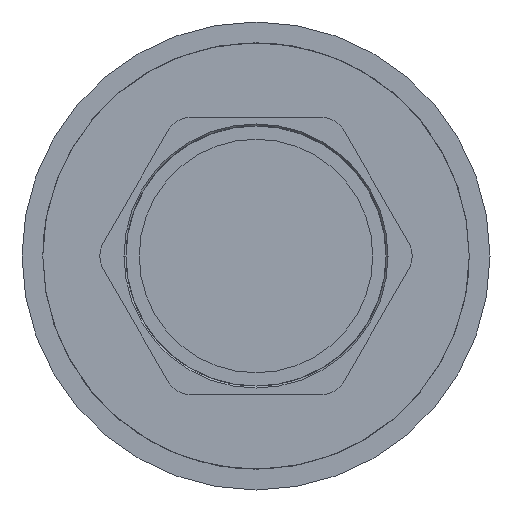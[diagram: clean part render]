
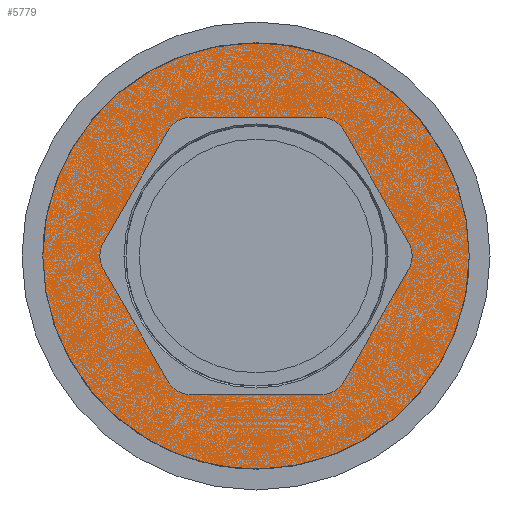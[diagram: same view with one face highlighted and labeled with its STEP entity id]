
A CAD part, front view. The second image highlights one B-rep face of the part: STEP entity #5779.
In plain terms, the highlighted planar face has unit normal (0, -1, 0).
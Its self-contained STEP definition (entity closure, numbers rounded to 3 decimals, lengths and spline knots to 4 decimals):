
#4308=CARTESIAN_POINT('',(0.,-2.56,0.));
#4309=DIRECTION('',(0.,1.,0.));
#4310=DIRECTION('',(1.,0.,0.));
#4311=AXIS2_PLACEMENT_3D('',#4308,#4309,#4310);
#4313=CARTESIAN_POINT('',(0.,-2.56,0.));
#4314=DIRECTION('',(0.,1.,0.));
#4315=DIRECTION('',(-1.,0.,0.));
#4316=AXIS2_PLACEMENT_3D('',#4313,#4314,#4315);
#4318=CARTESIAN_POINT('',(0.3103,-2.56,-0.5375));
#4319=DIRECTION('',(0.,-1.,0.));
#4320=DIRECTION('',(0.,0.,-1.));
#4321=AXIS2_PLACEMENT_3D('',#4318,#4319,#4320);
#4323=DIRECTION('',(0.5,0.,0.866));
#4324=VECTOR('',#4323,0.6207);
#4325=CARTESIAN_POINT('',(0.4229,-2.56,-0.6025));
#4326=LINE('',#4325,#4324);
#4327=CARTESIAN_POINT('',(0.6207,-2.56,0.));
#4328=DIRECTION('',(0.,-1.,0.));
#4329=DIRECTION('',(0.866,0.,-0.5));
#4330=AXIS2_PLACEMENT_3D('',#4327,#4328,#4329);
#4332=DIRECTION('',(-0.5,0.,0.866));
#4333=VECTOR('',#4332,0.6207);
#4334=CARTESIAN_POINT('',(0.7332,-2.56,0.065));
#4335=LINE('',#4334,#4333);
#4336=CARTESIAN_POINT('',(0.3103,-2.56,0.5375));
#4337=DIRECTION('',(0.,-1.,0.));
#4338=DIRECTION('',(0.866,0.,0.5));
#4339=AXIS2_PLACEMENT_3D('',#4336,#4337,#4338);
#4341=CARTESIAN_POINT('',(-0.3103,-2.56,0.5375));
#4342=DIRECTION('',(0.,-1.,0.));
#4343=DIRECTION('',(0.,0.,1.));
#4344=AXIS2_PLACEMENT_3D('',#4341,#4342,#4343);
#4346=DIRECTION('',(-0.5,0.,-0.866));
#4347=VECTOR('',#4346,0.6207);
#4348=CARTESIAN_POINT('',(-0.4229,-2.56,0.6025));
#4349=LINE('',#4348,#4347);
#4350=CARTESIAN_POINT('',(-0.6207,-2.56,0.));
#4351=DIRECTION('',(0.,-1.,0.));
#4352=DIRECTION('',(-0.866,0.,0.5));
#4353=AXIS2_PLACEMENT_3D('',#4350,#4351,#4352);
#4355=DIRECTION('',(0.5,0.,-0.866));
#4356=VECTOR('',#4355,0.6207);
#4357=CARTESIAN_POINT('',(-0.7332,-2.56,-0.065));
#4358=LINE('',#4357,#4356);
#4359=CARTESIAN_POINT('',(-0.3103,-2.56,-0.5375));
#4360=DIRECTION('',(0.,-1.,0.));
#4361=DIRECTION('',(-0.866,0.,-0.5));
#4362=AXIS2_PLACEMENT_3D('',#4359,#4360,#4361);
#4364=DIRECTION('',(1.,0.,0.));
#4365=VECTOR('',#4364,0.6207);
#4366=CARTESIAN_POINT('',(-0.3103,-2.56,-0.6675));
#4367=LINE('',#4366,#4365);
#4452=DIRECTION('',(-1.,0.,0.));
#4453=VECTOR('',#4452,0.6207);
#4454=CARTESIAN_POINT('',(0.3103,-2.56,0.6675));
#4455=LINE('',#4454,#4453);
#5009=CARTESIAN_POINT('',(-1.025,-2.56,0.));
#5010=VERTEX_POINT('',#5009);
#5011=CARTESIAN_POINT('',(1.025,-2.56,0.));
#5012=VERTEX_POINT('',#5011);
#5013=CARTESIAN_POINT('',(-0.3103,-2.56,-0.6675));
#5014=CARTESIAN_POINT('',(0.3103,-2.56,-0.6675));
#5015=VERTEX_POINT('',#5013);
#5016=VERTEX_POINT('',#5014);
#5017=CARTESIAN_POINT('',(-0.4229,-2.56,-0.6025));
#5018=VERTEX_POINT('',#5017);
#5019=CARTESIAN_POINT('',(-0.7332,-2.56,-0.065));
#5020=VERTEX_POINT('',#5019);
#5021=CARTESIAN_POINT('',(-0.7332,-2.56,0.065));
#5022=VERTEX_POINT('',#5021);
#5023=CARTESIAN_POINT('',(-0.4229,-2.56,0.6025));
#5024=VERTEX_POINT('',#5023);
#5025=CARTESIAN_POINT('',(-0.3103,-2.56,0.6675));
#5026=VERTEX_POINT('',#5025);
#5027=CARTESIAN_POINT('',(0.3103,-2.56,0.6675));
#5028=VERTEX_POINT('',#5027);
#5029=CARTESIAN_POINT('',(0.4229,-2.56,0.6025));
#5030=VERTEX_POINT('',#5029);
#5031=CARTESIAN_POINT('',(0.7332,-2.56,0.065));
#5032=VERTEX_POINT('',#5031);
#5033=CARTESIAN_POINT('',(0.7332,-2.56,-0.065));
#5034=VERTEX_POINT('',#5033);
#5035=CARTESIAN_POINT('',(0.4229,-2.56,-0.6025));
#5036=VERTEX_POINT('',#5035);
#5744=CARTESIAN_POINT('',(0.,-2.56,0.));
#5745=DIRECTION('',(0.,1.,0.));
#5746=DIRECTION('',(1.,0.,0.));
#5747=AXIS2_PLACEMENT_3D('',#5744,#5745,#5746);
#5748=PLANE('',#5747);
#5749=ORIENTED_EDGE('',*,*,#5737,.T.);
#5750=ORIENTED_EDGE('',*,*,#5726,.T.);
#5751=EDGE_LOOP('',(#5749,#5750));
#5752=FACE_OUTER_BOUND('',#5751,.F.);
#5754=ORIENTED_EDGE('',*,*,#5753,.T.);
#5756=ORIENTED_EDGE('',*,*,#5755,.T.);
#5758=ORIENTED_EDGE('',*,*,#5757,.T.);
#5760=ORIENTED_EDGE('',*,*,#5759,.T.);
#5762=ORIENTED_EDGE('',*,*,#5761,.T.);
#5764=ORIENTED_EDGE('',*,*,#5763,.T.);
#5766=ORIENTED_EDGE('',*,*,#5765,.T.);
#5768=ORIENTED_EDGE('',*,*,#5767,.T.);
#5770=ORIENTED_EDGE('',*,*,#5769,.T.);
#5772=ORIENTED_EDGE('',*,*,#5771,.T.);
#5774=ORIENTED_EDGE('',*,*,#5773,.T.);
#5776=ORIENTED_EDGE('',*,*,#5775,.T.);
#5777=EDGE_LOOP('',(#5754,#5756,#5758,#5760,#5762,#5764,#5766,#5768,#5770,#5772,
#5774,#5776));
#5778=FACE_BOUND('',#5777,.F.);
#5779=ADVANCED_FACE('',(#5752,#5778),#5748,.F.);
#4312=CIRCLE('',#4311,1.025);
#4317=CIRCLE('',#4316,1.025);
#4322=CIRCLE('',#4321,0.13);
#4331=CIRCLE('',#4330,0.13);
#4340=CIRCLE('',#4339,0.13);
#4345=CIRCLE('',#4344,0.13);
#4354=CIRCLE('',#4353,0.13);
#4363=CIRCLE('',#4362,0.13);
#5726=EDGE_CURVE('',#5010,#5012,#4317,.T.);
#5737=EDGE_CURVE('',#5012,#5010,#4312,.T.);
#5753=EDGE_CURVE('',#5015,#5016,#4367,.T.);
#5755=EDGE_CURVE('',#5016,#5036,#4322,.T.);
#5757=EDGE_CURVE('',#5036,#5034,#4326,.T.);
#5759=EDGE_CURVE('',#5034,#5032,#4331,.T.);
#5761=EDGE_CURVE('',#5032,#5030,#4335,.T.);
#5763=EDGE_CURVE('',#5030,#5028,#4340,.T.);
#5765=EDGE_CURVE('',#5028,#5026,#4455,.T.);
#5767=EDGE_CURVE('',#5026,#5024,#4345,.T.);
#5769=EDGE_CURVE('',#5024,#5022,#4349,.T.);
#5771=EDGE_CURVE('',#5022,#5020,#4354,.T.);
#5773=EDGE_CURVE('',#5020,#5018,#4358,.T.);
#5775=EDGE_CURVE('',#5018,#5015,#4363,.T.);
